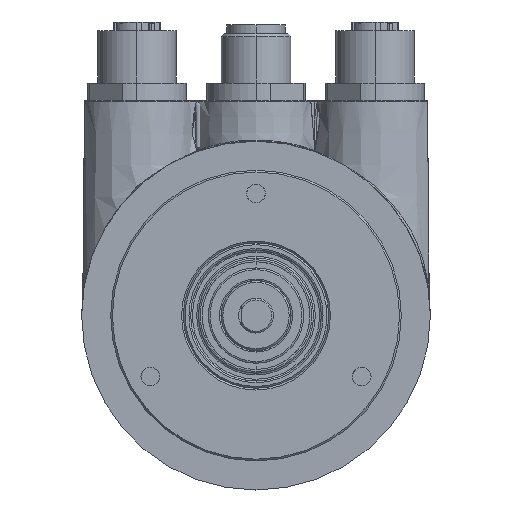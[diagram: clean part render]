
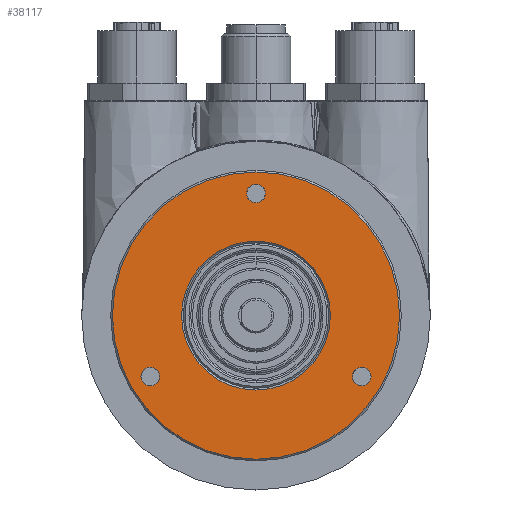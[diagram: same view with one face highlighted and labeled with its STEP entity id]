
A CAD part, left-side view. The second image highlights one B-rep face of the part: STEP entity #38117.
In plain terms, the highlighted planar face has unit normal (-1, 0, 0).
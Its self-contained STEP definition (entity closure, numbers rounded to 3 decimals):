
#1083 = DIRECTION ( 'NONE',  ( 1., 0., 0. ) ) ;
#1904 = CARTESIAN_POINT ( 'NONE',  ( -100.434, 6.494, -10.5 ) ) ;
#2159 = EDGE_LOOP ( 'NONE', ( #3269, #13306 ) ) ;
#2318 = CIRCLE ( 'NONE', #23428, 12.8 ) ;
#2694 = CARTESIAN_POINT ( 'NONE',  ( -100.434, 24.681, 24.7 ) ) ;
#2883 = VERTEX_POINT ( 'NONE', #34214 ) ;
#2956 = CARTESIAN_POINT ( 'NONE',  ( -100.434, 6.494, -10.5 ) ) ;
#3210 = DIRECTION ( 'NONE',  ( 0., 0., 1. ) ) ;
#3269 = ORIENTED_EDGE ( 'NONE', *, *, #10721, .T. ) ;
#3333 = ORIENTED_EDGE ( 'NONE', *, *, #35004, .T. ) ;
#3924 = AXIS2_PLACEMENT_3D ( 'NONE', #17291, #38238, #16764 ) ;
#4114 = DIRECTION ( 'NONE',  ( 0., 0., 1. ) ) ;
#4377 = DIRECTION ( 'NONE',  ( 0., 0., 1. ) ) ;
#4723 = VERTEX_POINT ( 'NONE', #10761 ) ;
#5204 = CIRCLE ( 'NONE', #33341, 1.6 ) ;
#5510 = AXIS2_PLACEMENT_3D ( 'NONE', #28766, #31390, #4377 ) ;
#5988 = DIRECTION ( 'NONE',  ( 1., 0., 0. ) ) ;
#6243 = DIRECTION ( 'NONE',  ( 1., 0., 0. ) ) ;
#6307 = EDGE_CURVE ( 'NONE', #21494, #31382, #27686, .T. ) ;
#6475 = EDGE_LOOP ( 'NONE', ( #8149, #13099 ) ) ;
#7333 = CARTESIAN_POINT ( 'NONE',  ( -100.434, 24.681, 22.6 ) ) ;
#7482 = EDGE_CURVE ( 'NONE', #2883, #26737, #17857, .T. ) ;
#7491 = DIRECTION ( 'NONE',  ( 0., 0., -1. ) ) ;
#8149 = ORIENTED_EDGE ( 'NONE', *, *, #10036, .T. ) ;
#8166 = CIRCLE ( 'NONE', #24874, 1.6 ) ;
#8927 = CARTESIAN_POINT ( 'NONE',  ( -100.434, 24.681, 19.4 ) ) ;
#9012 = DIRECTION ( 'NONE',  ( -1., 0., 0. ) ) ;
#9718 = VERTEX_POINT ( 'NONE', #2694 ) ;
#10036 = EDGE_CURVE ( 'NONE', #15258, #9718, #36328, .T. ) ;
#10465 = FACE_BOUND ( 'NONE', #16334, .T. ) ;
#10565 = EDGE_CURVE ( 'NONE', #31382, #21494, #8166, .T. ) ;
#10721 = EDGE_CURVE ( 'NONE', #26737, #2883, #31669, .T. ) ;
#10761 = CARTESIAN_POINT ( 'NONE',  ( -100.434, 24.681, 12.8 ) ) ;
#10781 = AXIS2_PLACEMENT_3D ( 'NONE', #13401, #25505, #7491 ) ;
#11185 = AXIS2_PLACEMENT_3D ( 'NONE', #2956, #17921, #3210 ) ;
#12169 = DIRECTION ( 'NONE',  ( 0., 0., -1. ) ) ;
#12419 = CARTESIAN_POINT ( 'NONE',  ( -100.434, 24.681, 0. ) ) ;
#12803 = CARTESIAN_POINT ( 'NONE',  ( -100.434, 6.494, -8.9 ) ) ;
#13008 = CARTESIAN_POINT ( 'NONE',  ( -100.434, 42.867, -8.9 ) ) ;
#13099 = ORIENTED_EDGE ( 'NONE', *, *, #15436, .T. ) ;
#13306 = ORIENTED_EDGE ( 'NONE', *, *, #7482, .T. ) ;
#13401 = CARTESIAN_POINT ( 'NONE',  ( -100.434, 24.681, 0. ) ) ;
#13660 = EDGE_CURVE ( 'NONE', #4723, #17576, #19834, .T. ) ;
#14054 = DIRECTION ( 'NONE',  ( 1., 0., 0. ) ) ;
#14658 = PLANE ( 'NONE',  #19955 ) ;
#14907 = CARTESIAN_POINT ( 'NONE',  ( -100.434, 24.681, 3781.625 ) ) ;
#15258 = VERTEX_POINT ( 'NONE', #16686 ) ;
#15436 = EDGE_CURVE ( 'NONE', #9718, #15258, #27653, .T. ) ;
#15452 = DIRECTION ( 'NONE',  ( -1., 0., 0. ) ) ;
#15736 = EDGE_LOOP ( 'NONE', ( #15994, #3333 ) ) ;
#15994 = ORIENTED_EDGE ( 'NONE', *, *, #13660, .T. ) ;
#16334 = EDGE_LOOP ( 'NONE', ( #28320, #22229 ) ) ;
#16471 = VERTEX_POINT ( 'NONE', #7333 ) ;
#16686 = CARTESIAN_POINT ( 'NONE',  ( -100.434, 24.681, -24.7 ) ) ;
#16764 = DIRECTION ( 'NONE',  ( 0., 0., 1. ) ) ;
#16928 = ORIENTED_EDGE ( 'NONE', *, *, #30876, .T. ) ;
#17009 = DIRECTION ( 'NONE',  ( 1., 0., 0. ) ) ;
#17291 = CARTESIAN_POINT ( 'NONE',  ( -100.434, 24.681, 21. ) ) ;
#17576 = VERTEX_POINT ( 'NONE', #27975 ) ;
#17857 = CIRCLE ( 'NONE', #19760, 1.6 ) ;
#17921 = DIRECTION ( 'NONE',  ( 1., 0., 0. ) ) ;
#18107 = EDGE_CURVE ( 'NONE', #16471, #35986, #27976, .T. ) ;
#18713 = DIRECTION ( 'NONE',  ( 0., 0., 1. ) ) ;
#19069 = CARTESIAN_POINT ( 'NONE',  ( -100.434, 24.681, 0. ) ) ;
#19715 = AXIS2_PLACEMENT_3D ( 'NONE', #12419, #15452, #12169 ) ;
#19760 = AXIS2_PLACEMENT_3D ( 'NONE', #32039, #14054, #20244 ) ;
#19834 = CIRCLE ( 'NONE', #30459, 12.8 ) ;
#19955 = AXIS2_PLACEMENT_3D ( 'NONE', #14907, #9012, #21208 ) ;
#20244 = DIRECTION ( 'NONE',  ( 0., 0., 1. ) ) ;
#21208 = DIRECTION ( 'NONE',  ( 0., 0., 1. ) ) ;
#21494 = VERTEX_POINT ( 'NONE', #28404 ) ;
#22229 = ORIENTED_EDGE ( 'NONE', *, *, #6307, .T. ) ;
#23046 = CARTESIAN_POINT ( 'NONE',  ( -100.434, 24.681, 21. ) ) ;
#23428 = AXIS2_PLACEMENT_3D ( 'NONE', #19069, #1083, #4114 ) ;
#24568 = FACE_BOUND ( 'NONE', #2159, .T. ) ;
#24874 = AXIS2_PLACEMENT_3D ( 'NONE', #1904, #17009, #37808 ) ;
#25505 = DIRECTION ( 'NONE',  ( -1., 0., 0. ) ) ;
#25966 = FACE_BOUND ( 'NONE', #15736, .T. ) ;
#26737 = VERTEX_POINT ( 'NONE', #13008 ) ;
#27653 = CIRCLE ( 'NONE', #19715, 24.7 ) ;
#27686 = CIRCLE ( 'NONE', #11185, 1.6 ) ;
#27975 = CARTESIAN_POINT ( 'NONE',  ( -100.434, 24.681, -12.8 ) ) ;
#27976 = CIRCLE ( 'NONE', #3924, 1.6 ) ;
#28320 = ORIENTED_EDGE ( 'NONE', *, *, #10565, .T. ) ;
#28404 = CARTESIAN_POINT ( 'NONE',  ( -100.434, 6.494, -12.1 ) ) ;
#28766 = CARTESIAN_POINT ( 'NONE',  ( -100.434, 42.867, -10.5 ) ) ;
#30459 = AXIS2_PLACEMENT_3D ( 'NONE', #36635, #6243, #18713 ) ;
#30876 = EDGE_CURVE ( 'NONE', #35986, #16471, #5204, .T. ) ;
#31382 = VERTEX_POINT ( 'NONE', #12803 ) ;
#31390 = DIRECTION ( 'NONE',  ( 1., 0., 0. ) ) ;
#31528 = EDGE_LOOP ( 'NONE', ( #35044, #16928 ) ) ;
#31669 = CIRCLE ( 'NONE', #5510, 1.6 ) ;
#32039 = CARTESIAN_POINT ( 'NONE',  ( -100.434, 42.867, -10.5 ) ) ;
#32512 = FACE_OUTER_BOUND ( 'NONE', #6475, .T. ) ;
#33341 = AXIS2_PLACEMENT_3D ( 'NONE', #23046, #5988, #34952 ) ;
#34214 = CARTESIAN_POINT ( 'NONE',  ( -100.434, 42.867, -12.1 ) ) ;
#34840 = FACE_BOUND ( 'NONE', #31528, .T. ) ;
#34952 = DIRECTION ( 'NONE',  ( 0., 0., 1. ) ) ;
#35004 = EDGE_CURVE ( 'NONE', #17576, #4723, #2318, .T. ) ;
#35044 = ORIENTED_EDGE ( 'NONE', *, *, #18107, .T. ) ;
#35986 = VERTEX_POINT ( 'NONE', #8927 ) ;
#36328 = CIRCLE ( 'NONE', #10781, 24.7 ) ;
#36635 = CARTESIAN_POINT ( 'NONE',  ( -100.434, 24.681, 0. ) ) ;
#37808 = DIRECTION ( 'NONE',  ( 0., 0., 1. ) ) ;
#38117 = ADVANCED_FACE ( 'NONE', ( #10465, #24568, #34840, #32512, #25966 ), #14658, .T. ) ;
#38238 = DIRECTION ( 'NONE',  ( 1., 0., 0. ) ) ;
